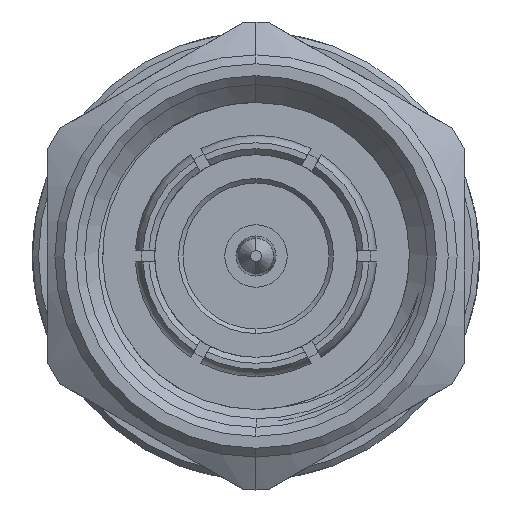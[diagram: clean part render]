
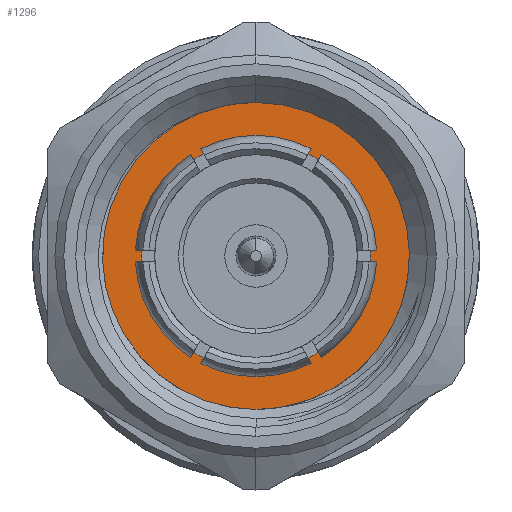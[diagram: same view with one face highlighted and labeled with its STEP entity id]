
A CAD part, left-side view. The second image highlights one B-rep face of the part: STEP entity #1296.
In plain terms, the highlighted planar face has unit normal (-1, 0, 0).
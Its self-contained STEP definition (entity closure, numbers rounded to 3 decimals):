
#487 = VERTEX_POINT ( 'NONE', #13405 ) ;
#605 = VERTEX_POINT ( 'NONE', #7687 ) ;
#918 = AXIS2_PLACEMENT_3D ( 'NONE', #10055, #1331, #9896 ) ;
#943 = EDGE_LOOP ( 'NONE', ( #6405, #6102 ) ) ;
#1266 = DIRECTION ( 'NONE',  ( 0., 0., -1. ) ) ;
#1296 = ADVANCED_FACE ( 'NONE', ( #14207, #15788 ), #12133, .T. ) ;
#1331 = DIRECTION ( 'NONE',  ( 1., 0., 0. ) ) ;
#2777 = DIRECTION ( 'NONE',  ( 0., 0., -1. ) ) ;
#3269 = ORIENTED_EDGE ( 'NONE', *, *, #3730, .F. ) ;
#3493 = CARTESIAN_POINT ( 'NONE',  ( 9., 0., 3.85 ) ) ;
#3730 = EDGE_CURVE ( 'NONE', #487, #14041, #14584, .T. ) ;
#3959 = DIRECTION ( 'NONE',  ( 1., 0., 0. ) ) ;
#5695 = EDGE_CURVE ( 'NONE', #9370, #605, #8330, .T. ) ;
#6037 = CIRCLE ( 'NONE', #918, 3.85 ) ;
#6095 = CARTESIAN_POINT ( 'NONE',  ( 9., 0., 0. ) ) ;
#6102 = ORIENTED_EDGE ( 'NONE', *, *, #5695, .T. ) ;
#6405 = ORIENTED_EDGE ( 'NONE', *, *, #15428, .T. ) ;
#7687 = CARTESIAN_POINT ( 'NONE',  ( 9., 0., -3.85 ) ) ;
#8330 = CIRCLE ( 'NONE', #15110, 3.85 ) ;
#8437 = DIRECTION ( 'NONE',  ( 0., 0., 1. ) ) ;
#8641 = DIRECTION ( 'NONE',  ( 1., 0., 0. ) ) ;
#9370 = VERTEX_POINT ( 'NONE', #3493 ) ;
#9532 = CARTESIAN_POINT ( 'NONE',  ( 9., 0., 0. ) ) ;
#9896 = DIRECTION ( 'NONE',  ( 0., 0., -1. ) ) ;
#9969 = DIRECTION ( 'NONE',  ( 1., 0., 0. ) ) ;
#10055 = CARTESIAN_POINT ( 'NONE',  ( 9., 0., 0. ) ) ;
#10201 = EDGE_LOOP ( 'NONE', ( #13403, #3269 ) ) ;
#10592 = CARTESIAN_POINT ( 'NONE',  ( 9., 0., -5.4 ) ) ;
#10953 = AXIS2_PLACEMENT_3D ( 'NONE', #15113, #3959, #2777 ) ;
#11276 = DIRECTION ( 'NONE',  ( 0., 0., -1. ) ) ;
#12133 = PLANE ( 'NONE',  #13572 ) ;
#13403 = ORIENTED_EDGE ( 'NONE', *, *, #14396, .F. ) ;
#13405 = CARTESIAN_POINT ( 'NONE',  ( 9., 0., 5.4 ) ) ;
#13572 = AXIS2_PLACEMENT_3D ( 'NONE', #9532, #14707, #8437 ) ;
#14041 = VERTEX_POINT ( 'NONE', #10592 ) ;
#14207 = FACE_OUTER_BOUND ( 'NONE', #10201, .T. ) ;
#14260 = CIRCLE ( 'NONE', #15471, 5.4 ) ;
#14396 = EDGE_CURVE ( 'NONE', #14041, #487, #14260, .T. ) ;
#14584 = CIRCLE ( 'NONE', #10953, 5.4 ) ;
#14707 = DIRECTION ( 'NONE',  ( -1., 0., 0. ) ) ;
#14914 = CARTESIAN_POINT ( 'NONE',  ( 9., 0., 0. ) ) ;
#15110 = AXIS2_PLACEMENT_3D ( 'NONE', #14914, #8641, #1266 ) ;
#15113 = CARTESIAN_POINT ( 'NONE',  ( 9., 0., 0. ) ) ;
#15428 = EDGE_CURVE ( 'NONE', #605, #9370, #6037, .T. ) ;
#15471 = AXIS2_PLACEMENT_3D ( 'NONE', #6095, #9969, #11276 ) ;
#15788 = FACE_BOUND ( 'NONE', #943, .T. ) ;
